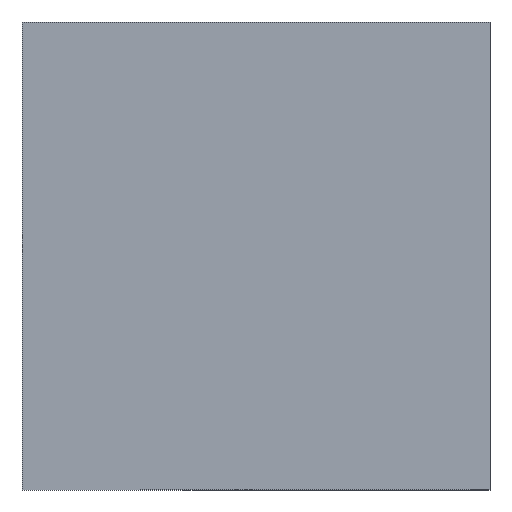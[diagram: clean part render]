
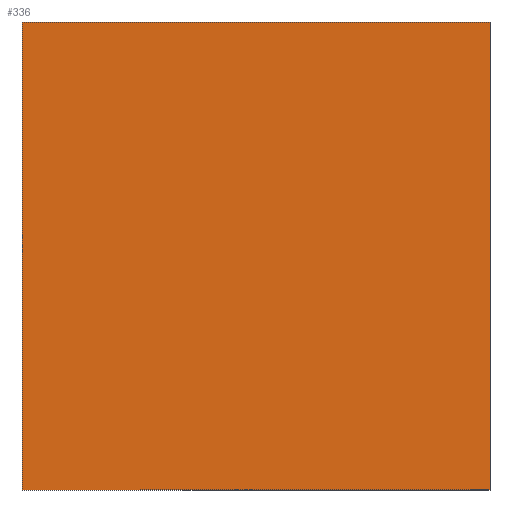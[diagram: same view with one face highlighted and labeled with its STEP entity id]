
A CAD part, front view. The second image highlights one B-rep face of the part: STEP entity #336.
In plain terms, the highlighted planar face has unit normal (0, -1, 0).
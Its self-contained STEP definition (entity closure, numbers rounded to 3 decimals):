
#40=PLANE('',#386);
#56=FACE_OUTER_BOUND('',#92,.T.);
#92=EDGE_LOOP('',(#307,#308,#309,#310));
#103=LINE('',#547,#125);
#107=LINE('',#555,#129);
#110=LINE('',#561,#132);
#113=LINE('',#566,#135);
#125=VECTOR('',#461,10.);
#129=VECTOR('',#467,10.);
#132=VECTOR('',#472,10.);
#135=VECTOR('',#477,10.);
#177=VERTEX_POINT('',#545);
#178=VERTEX_POINT('',#546);
#181=VERTEX_POINT('',#554);
#183=VERTEX_POINT('',#560);
#215=EDGE_CURVE('',#177,#178,#103,.T.);
#219=EDGE_CURVE('',#178,#181,#107,.T.);
#222=EDGE_CURVE('',#181,#183,#110,.T.);
#225=EDGE_CURVE('',#183,#177,#113,.T.);
#307=ORIENTED_EDGE('',*,*,#225,.T.);
#308=ORIENTED_EDGE('',*,*,#215,.T.);
#309=ORIENTED_EDGE('',*,*,#219,.T.);
#310=ORIENTED_EDGE('',*,*,#222,.T.);
#336=ADVANCED_FACE('',(#56),#40,.F.);
#386=AXIS2_PLACEMENT_3D('',#569,#481,#482);
#461=DIRECTION('',(0.,0.,-1.));
#467=DIRECTION('',(1.,0.,0.));
#472=DIRECTION('',(0.,0.,1.));
#477=DIRECTION('',(-1.,0.,0.));
#481=DIRECTION('center_axis',(0.,1.,0.));
#482=DIRECTION('ref_axis',(1.,0.,0.));
#545=CARTESIAN_POINT('',(0.,0.,9.5));
#546=CARTESIAN_POINT('',(0.,0.,0.));
#547=CARTESIAN_POINT('',(0.,0.,9.5));
#554=CARTESIAN_POINT('',(9.5,0.,0.));
#555=CARTESIAN_POINT('',(0.,0.,0.));
#560=CARTESIAN_POINT('',(9.5,0.,9.5));
#561=CARTESIAN_POINT('',(9.5,0.,0.));
#566=CARTESIAN_POINT('',(9.5,0.,9.5));
#569=CARTESIAN_POINT('Origin',(4.75,0.,4.75));
